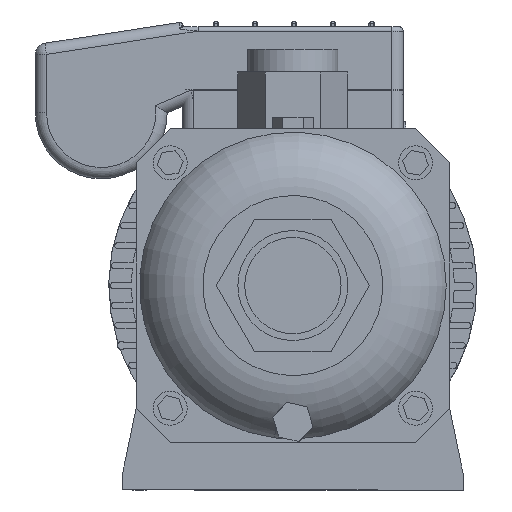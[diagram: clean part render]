
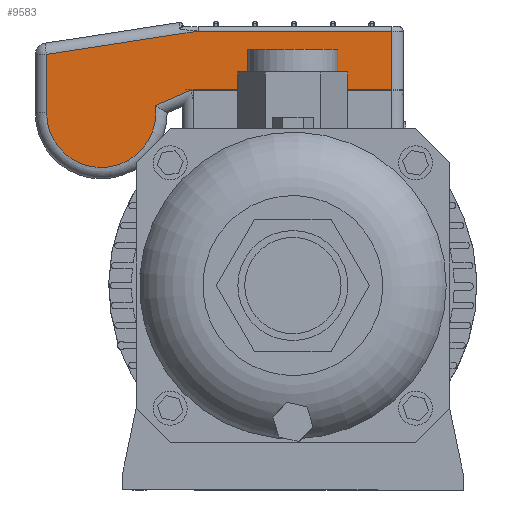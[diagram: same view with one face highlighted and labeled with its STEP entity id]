
A CAD part, left-side view. The second image highlights one B-rep face of the part: STEP entity #9583.
In plain terms, the highlighted planar face has unit normal (-1, 0, 0).
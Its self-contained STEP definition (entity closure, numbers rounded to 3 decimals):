
#507=PLANE($,#10427);
#975=FACE_OUTER_BOUND($,#1597,.T.);
#1597=EDGE_LOOP($,(#8388,#8389,#8390,#8391,#8392,#8393,#8394));
#2020=CIRCLE($,#10428,24.05);
#2883=LINE($,#16279,#3784);
#2885=LINE($,#16300,#3786);
#2886=LINE($,#16302,#3787);
#2887=LINE($,#16304,#3788);
#2888=LINE($,#16306,#3789);
#2889=LINE($,#16307,#3790);
#3784=VECTOR($,#12794,17.041);
#3786=VECTOR($,#12800,88.494);
#3787=VECTOR($,#12801,26.);
#3788=VECTOR($,#12802,85.336);
#3789=VECTOR($,#12803,67.453);
#3790=VECTOR($,#12804,25.712);
#4673=VERTEX_POINT($,#16276);
#4674=VERTEX_POINT($,#16278);
#4676=VERTEX_POINT($,#16297);
#4677=VERTEX_POINT($,#16299);
#4678=VERTEX_POINT($,#16301);
#4679=VERTEX_POINT($,#16303);
#4680=VERTEX_POINT($,#16305);
#5923=EDGE_CURVE($,#4673,#4674,#2883,.T.);
#5926=EDGE_CURVE($,#4676,#4674,#2020,.T.);
#5927=EDGE_CURVE($,#4677,#4673,#2885,.T.);
#5928=EDGE_CURVE($,#4678,#4677,#2886,.T.);
#5929=EDGE_CURVE($,#4679,#4678,#2887,.T.);
#5930=EDGE_CURVE($,#4680,#4679,#2888,.T.);
#5931=EDGE_CURVE($,#4676,#4680,#2889,.T.);
#8388=ORIENTED_EDGE($,*,*,#5926,.T.);
#8389=ORIENTED_EDGE($,*,*,#5923,.F.);
#8390=ORIENTED_EDGE($,*,*,#5927,.F.);
#8391=ORIENTED_EDGE($,*,*,#5928,.F.);
#8392=ORIENTED_EDGE($,*,*,#5929,.F.);
#8393=ORIENTED_EDGE($,*,*,#5930,.F.);
#8394=ORIENTED_EDGE($,*,*,#5931,.F.);
#9583=ADVANCED_FACE($,(#975),#507,.T.);
#10427=AXIS2_PLACEMENT_3D($,#16296,#12796,#12797);
#10428=AXIS2_PLACEMENT_3D($,#16298,#12798,#12799);
#12794=DIRECTION($,(0.,0.916,-0.4));
#12796=DIRECTION('center_axis',(-1.,0.,0.));
#12797=DIRECTION('ref_axis',(0.,0.,1.));
#12798=DIRECTION('center_axis',(-1.,0.,0.));
#12799=DIRECTION('ref_axis',(0.,0.,-1.));
#12800=DIRECTION($,(0.,1.,0.));
#12801=DIRECTION($,(0.,0.,-1.));
#12802=DIRECTION($,(0.,-1.,0.));
#12803=DIRECTION($,(0.,-0.988,0.153));
#12804=DIRECTION($,(0.,0.,1.));
#16276=CARTESIAN_POINT('',(53.5,44.894,176.));
#16278=CARTESIAN_POINT('',(53.5,60.511,169.18));
#16279=CARTESIAN_POINT($,(53.5,-1.905,196.436));
#16296=CARTESIAN_POINT('Origin',(53.5,-48.6,188.5));
#16297=CARTESIAN_POINT('',(53.5,108.4,166.));
#16298=CARTESIAN_POINT('Origin',(53.5,84.35,166.));
#16299=CARTESIAN_POINT('',(53.5,-43.6,176.));
#16300=CARTESIAN_POINT($,(53.5,-8.1,176.));
#16301=CARTESIAN_POINT('',(53.5,-43.6,202.));
#16302=CARTESIAN_POINT($,(53.5,-43.6,188.5));
#16303=CARTESIAN_POINT('',(53.5,41.736,202.));
#16304=CARTESIAN_POINT($,(53.5,-24.3,202.));
#16305=CARTESIAN_POINT('',(53.5,108.4,191.712));
#16306=CARTESIAN_POINT($,(53.5,17.887,205.681));
#16307=CARTESIAN_POINT($,(53.5,108.4,188.5));
